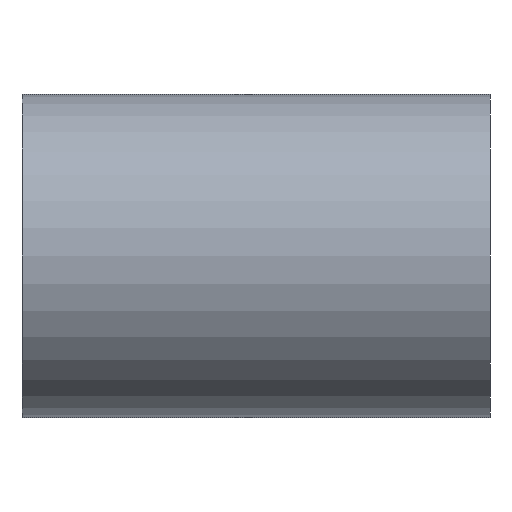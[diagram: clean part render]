
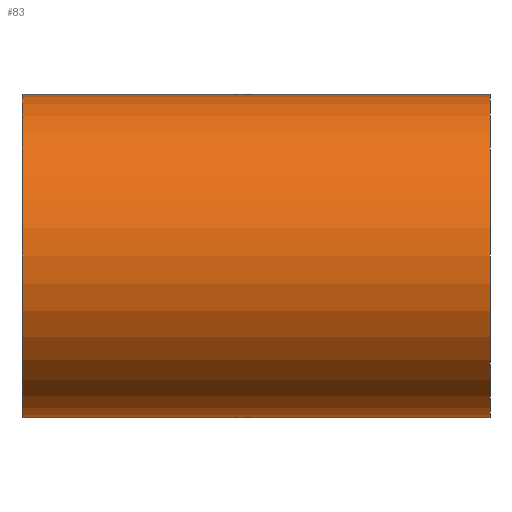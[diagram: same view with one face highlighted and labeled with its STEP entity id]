
A CAD part, left-side view. The second image highlights one B-rep face of the part: STEP entity #83.
In plain terms, the highlighted cylindrical face has radius 8.636 mm (diameter 17.272 mm), a partial arc.
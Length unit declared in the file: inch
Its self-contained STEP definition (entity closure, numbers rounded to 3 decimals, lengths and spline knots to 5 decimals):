
#2 = VERTEX_POINT ( 'NONE', #160 ) ;
#14 = CARTESIAN_POINT ( 'NONE',  ( 0., 0.985, 0. ) ) ;
#15 = EDGE_CURVE ( 'NONE', #120, #2, #54, .T. ) ;
#18 = DIRECTION ( 'NONE',  ( 0., 1., 0. ) ) ;
#23 = DIRECTION ( 'NONE',  ( 0., 0., 1. ) ) ;
#25 = EDGE_CURVE ( 'NONE', #191, #116, #61, .T. ) ;
#30 = ORIENTED_EDGE ( 'NONE', *, *, #15, .F. ) ;
#32 = CIRCLE ( 'NONE', #119, 0.34 ) ;
#33 = EDGE_LOOP ( 'NONE', ( #30, #112, #123, #134 ) ) ;
#34 = CARTESIAN_POINT ( 'NONE',  ( 0., 0., 0. ) ) ;
#47 = DIRECTION ( 'NONE',  ( 0., 0., 1. ) ) ;
#54 = LINE ( 'NONE', #143, #103 ) ;
#57 = DIRECTION ( 'NONE',  ( 0., -1., 0. ) ) ;
#59 = CARTESIAN_POINT ( 'NONE',  ( 0., 0.985, -0.34 ) ) ;
#61 = LINE ( 'NONE', #72, #140 ) ;
#72 = CARTESIAN_POINT ( 'NONE',  ( 0., 0.985, -0.34 ) ) ;
#83 = ADVANCED_FACE ( 'NONE', ( #178 ), #122, .T. ) ;
#92 = EDGE_CURVE ( 'NONE', #191, #120, #32, .T. ) ;
#103 = VECTOR ( 'NONE', #165, 39.37008 ) ;
#106 = CARTESIAN_POINT ( 'NONE',  ( 0., 0.985, 0. ) ) ;
#107 = DIRECTION ( 'NONE',  ( 0., 0., -1. ) ) ;
#112 = ORIENTED_EDGE ( 'NONE', *, *, #92, .F. ) ;
#116 = VERTEX_POINT ( 'NONE', #146 ) ;
#119 = AXIS2_PLACEMENT_3D ( 'NONE', #14, #182, #23 ) ;
#120 = VERTEX_POINT ( 'NONE', #187 ) ;
#122 = CYLINDRICAL_SURFACE ( 'NONE', #192, 0.34 ) ;
#123 = ORIENTED_EDGE ( 'NONE', *, *, #25, .T. ) ;
#124 = DIRECTION ( 'NONE',  ( 0., -1., 0. ) ) ;
#134 = ORIENTED_EDGE ( 'NONE', *, *, #197, .T. ) ;
#140 = VECTOR ( 'NONE', #57, 39.37008 ) ;
#143 = CARTESIAN_POINT ( 'NONE',  ( 0., 0.985, 0.34 ) ) ;
#146 = CARTESIAN_POINT ( 'NONE',  ( 0., 0., -0.34 ) ) ;
#160 = CARTESIAN_POINT ( 'NONE',  ( 0., 0., 0.34 ) ) ;
#161 = AXIS2_PLACEMENT_3D ( 'NONE', #34, #18, #47 ) ;
#165 = DIRECTION ( 'NONE',  ( 0., -1., 0. ) ) ;
#178 = FACE_OUTER_BOUND ( 'NONE', #33, .T. ) ;
#182 = DIRECTION ( 'NONE',  ( 0., 1., 0. ) ) ;
#187 = CARTESIAN_POINT ( 'NONE',  ( 0., 0.985, 0.34 ) ) ;
#191 = VERTEX_POINT ( 'NONE', #59 ) ;
#192 = AXIS2_PLACEMENT_3D ( 'NONE', #106, #124, #107 ) ;
#197 = EDGE_CURVE ( 'NONE', #116, #2, #204, .T. ) ;
#204 = CIRCLE ( 'NONE', #161, 0.34 ) ;
